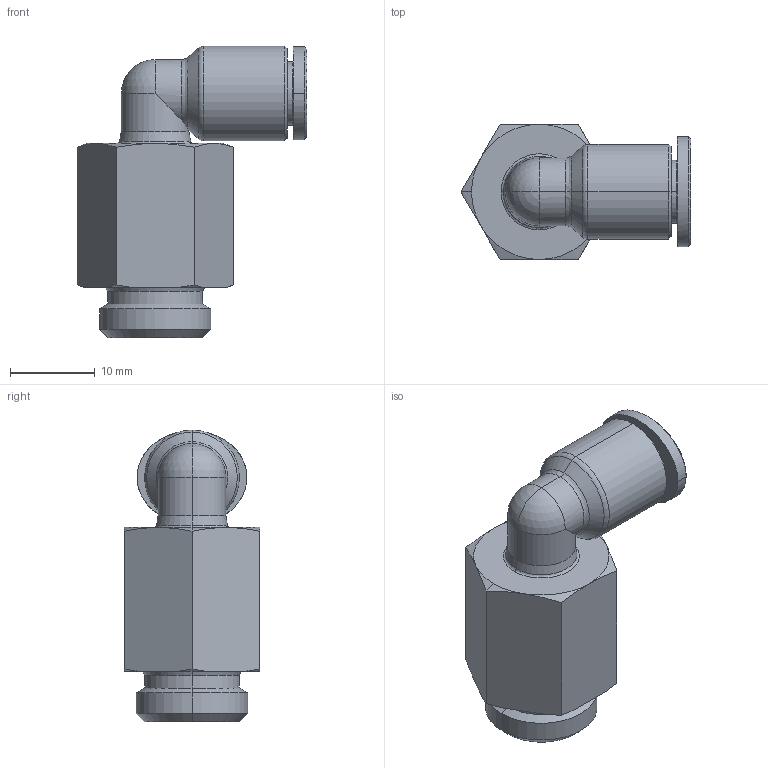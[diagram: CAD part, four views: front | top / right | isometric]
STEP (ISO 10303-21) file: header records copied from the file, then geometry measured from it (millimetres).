
FILE_DESCRIPTION((''),'2;1');
FILE_NAME('GPLL 06G02(3D).stp','2012-12-21T11:24:23',(''),(''),'Mechanical Desktop.R8.0.24.0','Mechanical Desktop.R8.0.24.0',', , ');
FILE_SCHEMA(('CONFIG_CONTROL_DESIGN'));
Length unit declared in the file: millimetre
Products named in the file (2): GPLL 06G02(3D); ºÎÇ°1
Assembly tree (1 placements, depth 2):
  GPLL 06G02(3D)
    ºÎÇ°1
Bounding box: 27.19 x 16 x 34.5 mm (x, y, z)
Volume: 4865.7 mm3; surface area: 3326.8 mm2
Topology: 1 solids, 1 shells, 279 faces, 744 edges, 480 vertices
Faces by surface type: plane 178, cone 36, bspline 34, cylinder 27, sphere 2, torus 2
Entity records: 9645 total; most frequent: CARTESIAN_POINT 2701, ORIENTED_EDGE 1480, DIRECTION 1350, EDGE_CURVE 740, VECTOR 552, LINE 552, VERTEX_POINT 480, AXIS2_PLACEMENT_3D 399
